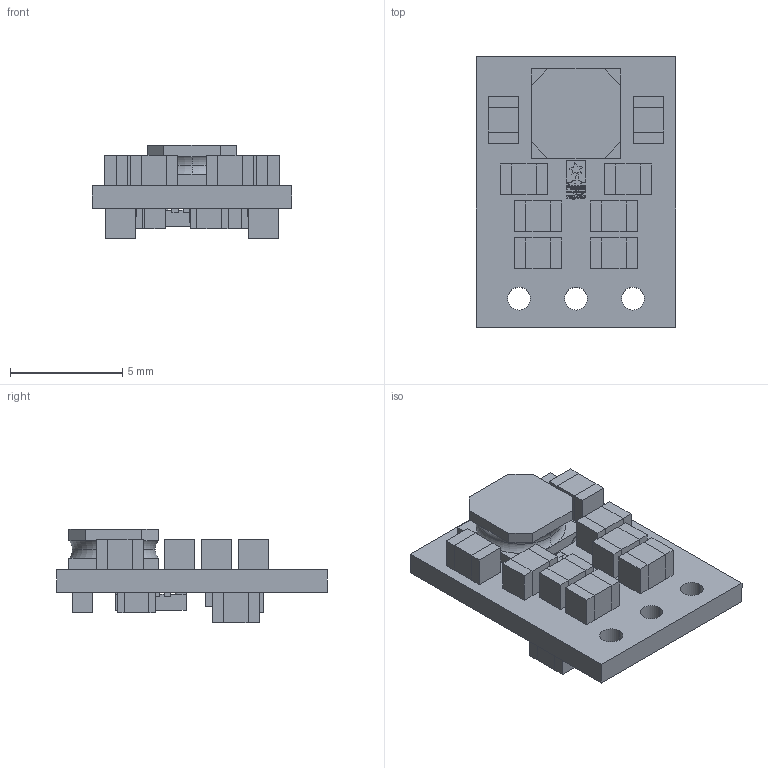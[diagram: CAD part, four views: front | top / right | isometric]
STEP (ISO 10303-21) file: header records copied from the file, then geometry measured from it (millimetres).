
FILE_DESCRIPTION (( 'STEP AP214' ), '1' );
FILE_NAME ('reg26b01_0J12728.step', '2021-12-14T00:22:39', ( '' ), ( '' ), 'SwSTEP 2.0', 'SolidWorks 2021', '' );
FILE_SCHEMA (( 'AUTOMOTIVE_DESIGN' ));
Length unit declared in the file: millimetre
Products named in the file (1): reg26b01_0J12728
Bounding box: 8.89 x 12.06 x 4.17 mm (x, y, z)
Volume: 185.9 mm3; surface area: 443.5 mm2
Topology: 1 solids, 1 shells, 734 faces, 1980 edges, 1294 vertices
Faces by surface type: plane 505, bspline 189, cylinder 36, torus 4
Entity records: 37922 total; most frequent: CARTESIAN_POINT 12822, ORIENTED_EDGE 3960, DIRECTION 2642, EDGE_CURVE 1980, LINE 1422, VECTOR 1422, VERTEX_POINT 1294, EDGE_LOOP 816
